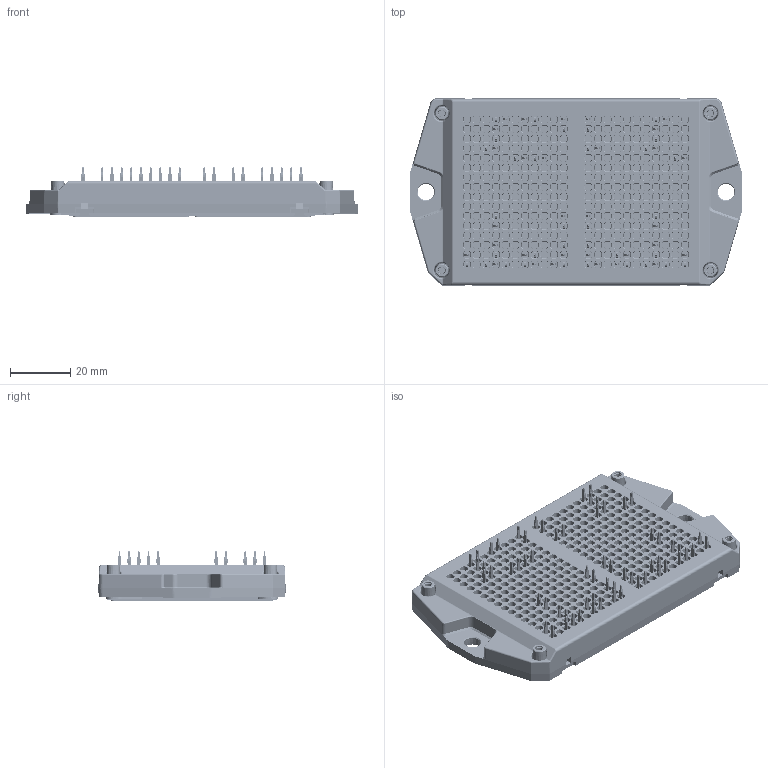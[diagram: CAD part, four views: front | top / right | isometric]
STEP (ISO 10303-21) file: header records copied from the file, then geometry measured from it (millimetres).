
FILE_DESCRIPTION(/* description */ ('Unknown'),/* implementation_level */ '2;1');
FILE_NAME(/* name */ 'FlowE3-4T12T-PH00(640)-01-OL',/* time_stamp */ '2023-10-30T16:44:56+01:00',/* author */ ('Unknown'),/* organization */ ('Unknown'),/* preprocessor_version */ 'ST-DEVELOPER v18.102',/* originating_system */ 'Solid Edge',/* authorisation */ 'Unknown');
FILE_SCHEMA (('AUTOMOTIVE_DESIGN {1 0 10303 214 3 1 1}'));
Products named in the file (1): FlowE3-4T12T-PH00(640)-01-OL_simplified
Bounding box: 109.9 x 62 x 16.43 mm (x, y, z)
Volume: 61029.7 mm3; surface area: 40432.7 mm2
Topology: 1 solids, 67 shells, 10500 faces, 26222 edges, 16358 vertices
Faces by surface type: plane 5656, cylinder 2802, bspline 1568, cone 428, torus 28, sphere 18
Full cylindrical faces by diameter (mm): 1 x64
Entity records: 399951 total; most frequent: CARTESIAN_POINT 90794, ORIENTED_EDGE 52154, DIRECTION 42597, EDGE_CURVE 26077, VERTEX_POINT 16336, LINE 14931, VECTOR 14931, AXIS2_PLACEMENT_3D 13833
